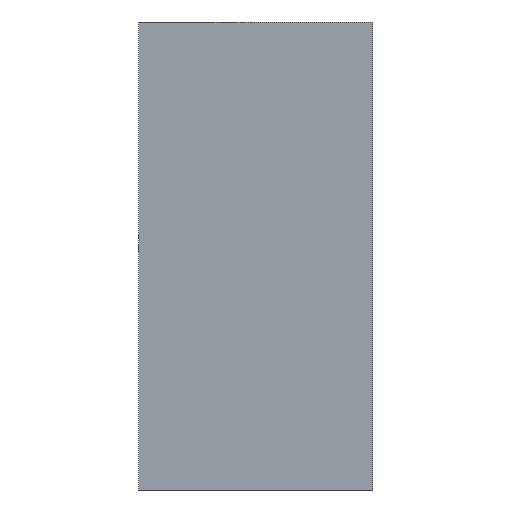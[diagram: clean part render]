
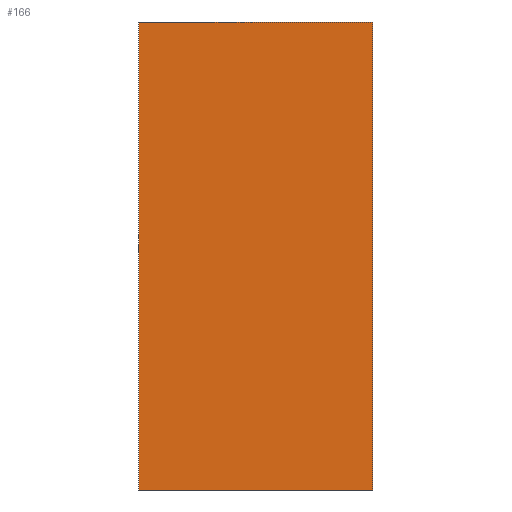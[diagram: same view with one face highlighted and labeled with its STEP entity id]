
A CAD part, left-side view. The second image highlights one B-rep face of the part: STEP entity #166.
In plain terms, the highlighted planar face has unit normal (-1, 0, 0).
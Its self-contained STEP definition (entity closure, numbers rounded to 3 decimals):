
#5 = PLANE ( 'NONE',  #64 ) ;
#6 = LINE ( 'NONE', #12, #89 ) ;
#12 = CARTESIAN_POINT ( 'NONE',  ( 0., 0., 0. ) ) ;
#25 = CARTESIAN_POINT ( 'NONE',  ( 0., 0., -30. ) ) ;
#29 = LINE ( 'NONE', #203, #111 ) ;
#48 = DIRECTION ( 'NONE',  ( 0., 0., -1. ) ) ;
#53 = CARTESIAN_POINT ( 'NONE',  ( 0., 0., 0. ) ) ;
#55 = EDGE_CURVE ( 'NONE', #190, #257, #29, .T. ) ;
#57 = LINE ( 'NONE', #255, #165 ) ;
#60 = VERTEX_POINT ( 'NONE', #53 ) ;
#64 = AXIS2_PLACEMENT_3D ( 'NONE', #268, #296, #48 ) ;
#67 = LINE ( 'NONE', #122, #191 ) ;
#89 = VECTOR ( 'NONE', #98, 1000. ) ;
#98 = DIRECTION ( 'NONE',  ( 0., 0., 1. ) ) ;
#100 = DIRECTION ( 'NONE',  ( 0., -1., 0. ) ) ;
#105 = ORIENTED_EDGE ( 'NONE', *, *, #234, .F. ) ;
#108 = EDGE_CURVE ( 'NONE', #257, #60, #6, .T. ) ;
#111 = VECTOR ( 'NONE', #100, 1000. ) ;
#113 = EDGE_CURVE ( 'NONE', #209, #60, #57, .T. ) ;
#122 = CARTESIAN_POINT ( 'NONE',  ( 0., 15., -30. ) ) ;
#130 = ORIENTED_EDGE ( 'NONE', *, *, #113, .F. ) ;
#143 = DIRECTION ( 'NONE',  ( 0., 0., 1. ) ) ;
#146 = DIRECTION ( 'NONE',  ( 0., -1., 0. ) ) ;
#158 = ORIENTED_EDGE ( 'NONE', *, *, #108, .T. ) ;
#165 = VECTOR ( 'NONE', #146, 1000. ) ;
#166 = ADVANCED_FACE ( 'NONE', ( #265 ), #5, .F. ) ;
#190 = VERTEX_POINT ( 'NONE', #298 ) ;
#191 = VECTOR ( 'NONE', #143, 1000. ) ;
#194 = CARTESIAN_POINT ( 'NONE',  ( 0., 15., 0. ) ) ;
#203 = CARTESIAN_POINT ( 'NONE',  ( 0., 10., -30. ) ) ;
#209 = VERTEX_POINT ( 'NONE', #194 ) ;
#212 = ORIENTED_EDGE ( 'NONE', *, *, #55, .T. ) ;
#234 = EDGE_CURVE ( 'NONE', #190, #209, #67, .T. ) ;
#255 = CARTESIAN_POINT ( 'NONE',  ( 0., 10., 0. ) ) ;
#257 = VERTEX_POINT ( 'NONE', #25 ) ;
#265 = FACE_OUTER_BOUND ( 'NONE', #286, .T. ) ;
#268 = CARTESIAN_POINT ( 'NONE',  ( 0., 10., 0. ) ) ;
#286 = EDGE_LOOP ( 'NONE', ( #158, #130, #105, #212 ) ) ;
#296 = DIRECTION ( 'NONE',  ( 1., 0., 0. ) ) ;
#298 = CARTESIAN_POINT ( 'NONE',  ( 0., 15., -30. ) ) ;
